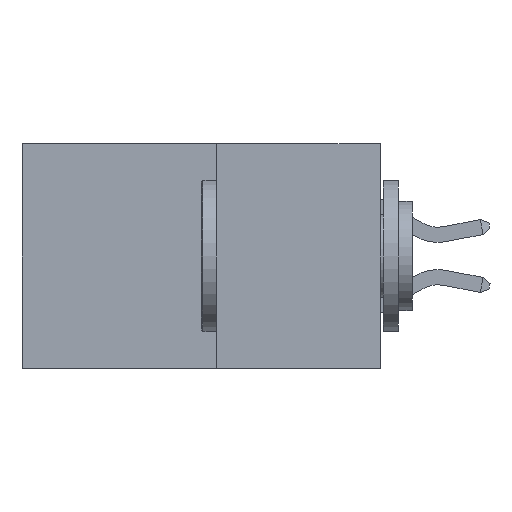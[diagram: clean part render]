
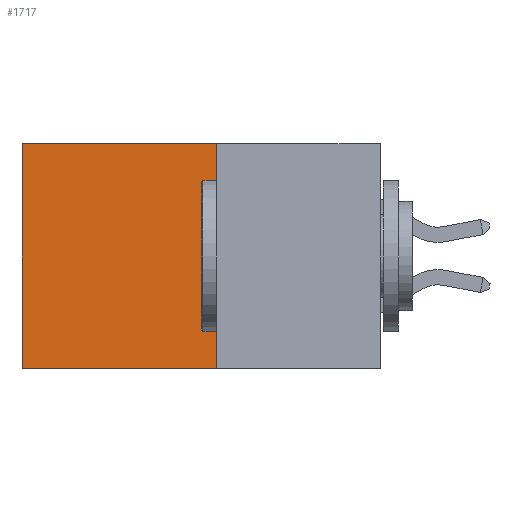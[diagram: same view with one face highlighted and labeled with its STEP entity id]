
A CAD part, left-side view. The second image highlights one B-rep face of the part: STEP entity #1717.
In plain terms, the highlighted planar face has unit normal (-1, 0, 0).
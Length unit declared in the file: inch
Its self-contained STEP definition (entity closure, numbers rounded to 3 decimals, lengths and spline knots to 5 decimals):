
#1068 = CARTESIAN_POINT ( 'NONE',  ( 0.277, 0.59, -0.37 ) ) ;
#1100 = VECTOR ( 'NONE', #5386, 39.37008 ) ;
#1717 = ADVANCED_FACE ( 'NONE', ( #6974 ), #17975, .F. ) ;
#2868 = LINE ( 'NONE', #21044, #16014 ) ;
#3382 = ORIENTED_EDGE ( 'NONE', *, *, #18818, .T. ) ;
#3979 = EDGE_CURVE ( 'NONE', #15076, #9545, #10239, .T. ) ;
#4106 = VECTOR ( 'NONE', #22309, 39.37008 ) ;
#5386 = DIRECTION ( 'NONE',  ( 0., 1., 0. ) ) ;
#5441 = CARTESIAN_POINT ( 'NONE',  ( 0.277, 0.27, -0.37 ) ) ;
#5673 = ORIENTED_EDGE ( 'NONE', *, *, #22060, .T. ) ;
#5872 = DIRECTION ( 'NONE',  ( 0., 0., -1. ) ) ;
#6974 = FACE_OUTER_BOUND ( 'NONE', #17536, .T. ) ;
#7432 = EDGE_CURVE ( 'NONE', #17350, #15076, #2868, .T. ) ;
#9545 = VERTEX_POINT ( 'NONE', #1068 ) ;
#10009 = CARTESIAN_POINT ( 'NONE',  ( 0.277, 0.27, 0. ) ) ;
#10239 = LINE ( 'NONE', #5441, #1100 ) ;
#11196 = CARTESIAN_POINT ( 'NONE',  ( 0.277, 0.27, -0.37 ) ) ;
#11931 = VECTOR ( 'NONE', #5872, 39.37008 ) ;
#14688 = CARTESIAN_POINT ( 'NONE',  ( 0.277, 0.59, -0.37 ) ) ;
#15076 = VERTEX_POINT ( 'NONE', #11196 ) ;
#15168 = VERTEX_POINT ( 'NONE', #18484 ) ;
#16014 = VECTOR ( 'NONE', #19203, 39.37008 ) ;
#16420 = CARTESIAN_POINT ( 'NONE',  ( 0.277, 0.27, -0.37 ) ) ;
#16591 = LINE ( 'NONE', #14688, #11931 ) ;
#16913 = DIRECTION ( 'NONE',  ( 0., 0., -1. ) ) ;
#16917 = CARTESIAN_POINT ( 'NONE',  ( 0.277, 0.27, 0. ) ) ;
#17152 = DIRECTION ( 'NONE',  ( 1., 0., 0. ) ) ;
#17350 = VERTEX_POINT ( 'NONE', #16917 ) ;
#17536 = EDGE_LOOP ( 'NONE', ( #3382, #20923, #19346, #5673 ) ) ;
#17975 = PLANE ( 'NONE',  #18439 ) ;
#18439 = AXIS2_PLACEMENT_3D ( 'NONE', #16420, #17152, #16913 ) ;
#18484 = CARTESIAN_POINT ( 'NONE',  ( 0.277, 0.59, 0. ) ) ;
#18818 = EDGE_CURVE ( 'NONE', #15168, #9545, #16591, .T. ) ;
#19203 = DIRECTION ( 'NONE',  ( 0., 0., -1. ) ) ;
#19346 = ORIENTED_EDGE ( 'NONE', *, *, #7432, .F. ) ;
#20923 = ORIENTED_EDGE ( 'NONE', *, *, #3979, .F. ) ;
#21044 = CARTESIAN_POINT ( 'NONE',  ( 0.277, 0.27, -0.37 ) ) ;
#22060 = EDGE_CURVE ( 'NONE', #17350, #15168, #22438, .T. ) ;
#22309 = DIRECTION ( 'NONE',  ( 0., 1., 0. ) ) ;
#22438 = LINE ( 'NONE', #10009, #4106 ) ;
